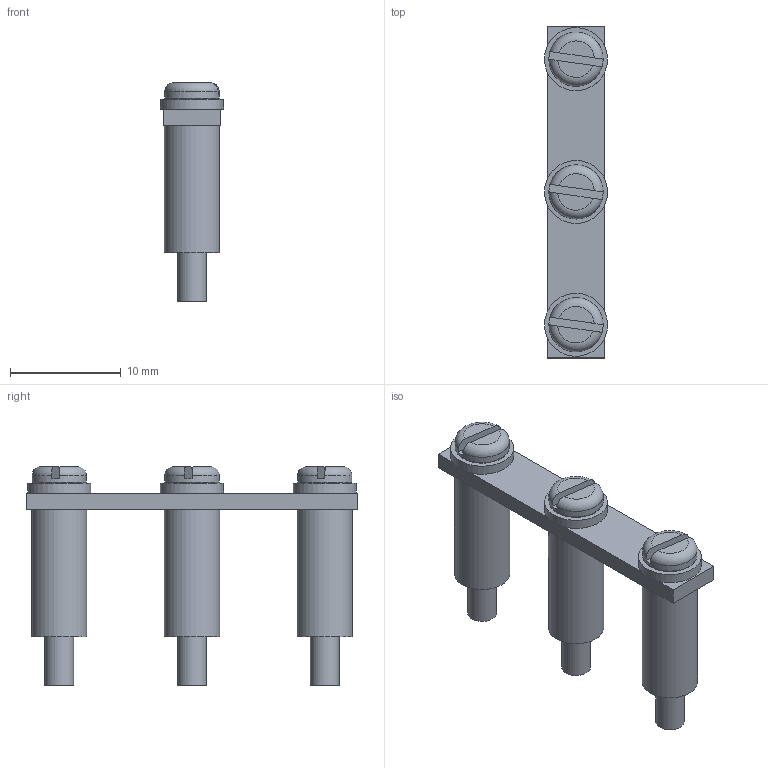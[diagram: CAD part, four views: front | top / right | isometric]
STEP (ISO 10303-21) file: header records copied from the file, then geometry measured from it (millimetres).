
FILE_DESCRIPTION (( 'STEP AP214' ), '1' );
FILE_NAME ('YCT10-00-K03-016-A-3P Ïåðåìû÷êà â ñáîðå äëÿ CTS 16ìì2 3PIN.STEP', '2023-10-16T10:34:43', ( '' ), ( '' ), 'SwSTEP 2.0', 'SolidWorks 2022', '' );
FILE_SCHEMA (( 'AUTOMOTIVE_DESIGN' ));
Length unit declared in the file: millimetre
Products named in the file (5): ВТУЛКА 16 ММ; шина 3; YCT10-00-K03-016-A-3P Перемычка в сборе для CTS 16мм2 3PIN; винт16 ММ; шаёба 16 ММ
Assembly tree (10 placements, depth 2):
  YCT10-00-K03-016-A-3P Перемычка в сборе для CTS 16мм2 3PIN
    шина 3
    шаёба 16 ММ  x3
    ВТУЛКА 16 ММ  x3
    винт16 ММ  x3
Bounding box: 5.7 x 30 x 19.78 mm (x, y, z)
Volume: 1040.3 mm3; surface area: 2172.8 mm2
Topology: 10 solids, 10 shells, 75 faces, 147 edges, 95 vertices
Faces by surface type: plane 39, cylinder 21, torus 12, cone 3
Full cylindrical faces by diameter (mm): 2.6 x3, 3 x6, 3.3 x3, 4.9 x3, 5 x3, 5.7 x3
Entity records: 1040 total; most frequent: CARTESIAN_POINT 166, DIRECTION 160, ORIENTED_EDGE 100, AXIS2_PLACEMENT_3D 70, EDGE_LOOP 54, EDGE_CURVE 50, FACE_OUTER_BOUND 42, VERTEX_POINT 40
